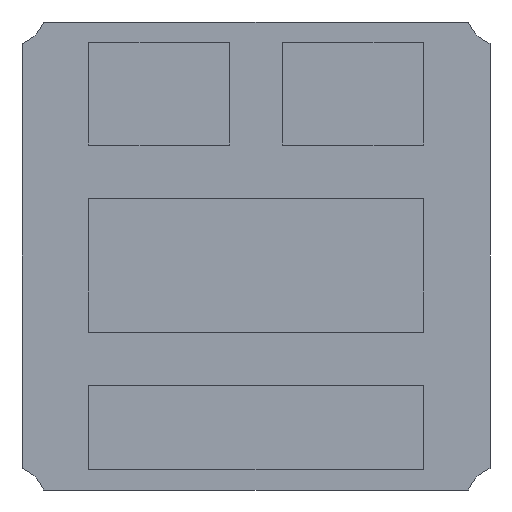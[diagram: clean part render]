
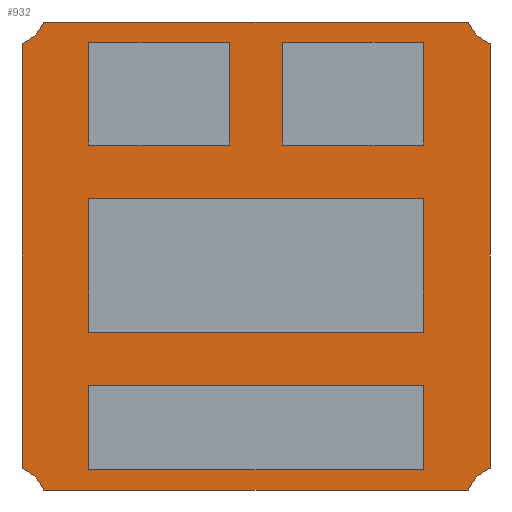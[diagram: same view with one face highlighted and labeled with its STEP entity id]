
A CAD part, front view. The second image highlights one B-rep face of the part: STEP entity #932.
In plain terms, the highlighted planar face has unit normal (0, -1, 0).
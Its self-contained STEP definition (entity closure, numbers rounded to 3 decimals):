
#1=CARTESIAN_POINT('',(-1.85,0.,-1.85));
#2=DIRECTION('',(0.,-1.,0.));
#3=DIRECTION('',(0.934,0.,0.357));
#4=AXIS2_PLACEMENT_3D('',#1,#2,#3);
#6=CARTESIAN_POINT('',(-1.85,0.,1.85));
#7=DIRECTION('',(0.,-1.,0.));
#8=DIRECTION('',(0.357,0.,-0.934));
#9=AXIS2_PLACEMENT_3D('',#6,#7,#8);
#11=CARTESIAN_POINT('',(1.85,0.,1.85));
#12=DIRECTION('',(0.,-1.,0.));
#13=DIRECTION('',(-0.934,0.,-0.357));
#14=AXIS2_PLACEMENT_3D('',#11,#12,#13);
#16=CARTESIAN_POINT('',(1.85,0.,-1.85));
#17=DIRECTION('',(0.,-1.,0.));
#18=DIRECTION('',(-0.357,0.,0.934));
#19=AXIS2_PLACEMENT_3D('',#16,#17,#18);
#21=DIRECTION('',(1.,0.,0.));
#22=VECTOR('',#21,2.5);
#23=CARTESIAN_POINT('',(-1.25,0.,0.43));
#24=LINE('',#23,#22);
#25=DIRECTION('',(0.,0.,1.));
#26=VECTOR('',#25,1.);
#27=CARTESIAN_POINT('',(-1.25,0.,-0.57));
#28=LINE('',#27,#26);
#29=DIRECTION('',(-1.,0.,0.));
#30=VECTOR('',#29,2.5);
#31=CARTESIAN_POINT('',(1.25,0.,-0.57));
#32=LINE('',#31,#30);
#33=DIRECTION('',(0.,0.,-1.));
#34=VECTOR('',#33,1.);
#35=CARTESIAN_POINT('',(1.25,0.,0.43));
#36=LINE('',#35,#34);
#37=DIRECTION('',(1.,0.,0.));
#38=VECTOR('',#37,2.5);
#39=CARTESIAN_POINT('',(-1.25,0.,-0.97));
#40=LINE('',#39,#38);
#41=DIRECTION('',(0.,0.,1.));
#42=VECTOR('',#41,0.63);
#43=CARTESIAN_POINT('',(-1.25,0.,-1.6));
#44=LINE('',#43,#42);
#45=DIRECTION('',(-1.,0.,0.));
#46=VECTOR('',#45,2.5);
#47=CARTESIAN_POINT('',(1.25,0.,-1.6));
#48=LINE('',#47,#46);
#49=DIRECTION('',(0.,0.,-1.));
#50=VECTOR('',#49,0.63);
#51=CARTESIAN_POINT('',(1.25,0.,-0.97));
#52=LINE('',#51,#50);
#53=DIRECTION('',(0.,0.,1.));
#54=VECTOR('',#53,0.77);
#55=CARTESIAN_POINT('',(-1.25,0.,0.83));
#56=LINE('',#55,#54);
#57=DIRECTION('',(-1.,0.,0.));
#58=VECTOR('',#57,1.05);
#59=CARTESIAN_POINT('',(-0.2,0.,0.83));
#60=LINE('',#59,#58);
#61=DIRECTION('',(0.,0.,-1.));
#62=VECTOR('',#61,0.77);
#63=CARTESIAN_POINT('',(-0.2,0.,1.6));
#64=LINE('',#63,#62);
#65=DIRECTION('',(1.,0.,0.));
#66=VECTOR('',#65,1.05);
#67=CARTESIAN_POINT('',(-1.25,0.,1.6));
#68=LINE('',#67,#66);
#69=DIRECTION('',(-1.,0.,0.));
#70=VECTOR('',#69,1.05);
#71=CARTESIAN_POINT('',(1.25,0.,0.83));
#72=LINE('',#71,#70);
#73=DIRECTION('',(0.,0.,-1.));
#74=VECTOR('',#73,0.77);
#75=CARTESIAN_POINT('',(1.25,0.,1.6));
#76=LINE('',#75,#74);
#77=DIRECTION('',(1.,0.,0.));
#78=VECTOR('',#77,1.05);
#79=CARTESIAN_POINT('',(0.2,0.,1.6));
#80=LINE('',#79,#78);
#81=DIRECTION('',(0.,0.,1.));
#82=VECTOR('',#81,0.77);
#83=CARTESIAN_POINT('',(0.2,0.,0.83));
#84=LINE('',#83,#82);
#93=DIRECTION('',(1.,0.,0.));
#94=VECTOR('',#93,3.177);
#95=CARTESIAN_POINT('',(-1.588,0.,-1.75));
#96=LINE('',#95,#94);
#105=DIRECTION('',(0.,0.,1.));
#106=VECTOR('',#105,3.177);
#107=CARTESIAN_POINT('',(1.75,0.,-1.588));
#108=LINE('',#107,#106);
#117=DIRECTION('',(-1.,0.,0.));
#118=VECTOR('',#117,3.177);
#119=CARTESIAN_POINT('',(1.588,0.,1.75));
#120=LINE('',#119,#118);
#129=DIRECTION('',(0.,0.,-1.));
#130=VECTOR('',#129,3.177);
#131=CARTESIAN_POINT('',(-1.75,0.,1.588));
#132=LINE('',#131,#130);
#661=CARTESIAN_POINT('',(-1.588,0.,-1.75));
#662=CARTESIAN_POINT('',(-1.75,0.,-1.588));
#663=VERTEX_POINT('',#661);
#664=VERTEX_POINT('',#662);
#665=CARTESIAN_POINT('',(-1.75,0.,1.588));
#666=VERTEX_POINT('',#665);
#667=CARTESIAN_POINT('',(-1.588,0.,1.75));
#668=VERTEX_POINT('',#667);
#669=CARTESIAN_POINT('',(1.588,0.,1.75));
#670=VERTEX_POINT('',#669);
#671=CARTESIAN_POINT('',(1.75,0.,1.588));
#672=VERTEX_POINT('',#671);
#673=CARTESIAN_POINT('',(1.75,0.,-1.588));
#674=VERTEX_POINT('',#673);
#675=CARTESIAN_POINT('',(1.588,0.,-1.75));
#676=VERTEX_POINT('',#675);
#773=CARTESIAN_POINT('',(-1.25,0.,0.43));
#774=CARTESIAN_POINT('',(1.25,0.,0.43));
#775=VERTEX_POINT('',#773);
#776=VERTEX_POINT('',#774);
#777=CARTESIAN_POINT('',(1.25,0.,-0.57));
#778=VERTEX_POINT('',#777);
#779=CARTESIAN_POINT('',(-1.25,0.,-0.57));
#780=VERTEX_POINT('',#779);
#789=CARTESIAN_POINT('',(-1.25,0.,-0.97));
#790=CARTESIAN_POINT('',(1.25,0.,-0.97));
#791=VERTEX_POINT('',#789);
#792=VERTEX_POINT('',#790);
#793=CARTESIAN_POINT('',(1.25,0.,-1.6));
#794=VERTEX_POINT('',#793);
#795=CARTESIAN_POINT('',(-1.25,0.,-1.6));
#796=VERTEX_POINT('',#795);
#805=CARTESIAN_POINT('',(-1.25,0.,0.83));
#806=CARTESIAN_POINT('',(-1.25,0.,1.6));
#807=VERTEX_POINT('',#805);
#808=VERTEX_POINT('',#806);
#809=CARTESIAN_POINT('',(-0.2,0.,1.6));
#810=VERTEX_POINT('',#809);
#811=CARTESIAN_POINT('',(-0.2,0.,0.83));
#812=VERTEX_POINT('',#811);
#821=CARTESIAN_POINT('',(1.25,0.,0.83));
#822=CARTESIAN_POINT('',(0.2,0.,0.83));
#823=VERTEX_POINT('',#821);
#824=VERTEX_POINT('',#822);
#825=CARTESIAN_POINT('',(0.2,0.,1.6));
#826=VERTEX_POINT('',#825);
#827=CARTESIAN_POINT('',(1.25,0.,1.6));
#828=VERTEX_POINT('',#827);
#869=CARTESIAN_POINT('',(0.,0.,0.));
#870=DIRECTION('',(0.,1.,0.));
#871=DIRECTION('',(1.,0.,0.));
#872=AXIS2_PLACEMENT_3D('',#869,#870,#871);
#873=PLANE('',#872);
#875=ORIENTED_EDGE('',*,*,#874,.T.);
#877=ORIENTED_EDGE('',*,*,#876,.F.);
#879=ORIENTED_EDGE('',*,*,#878,.T.);
#881=ORIENTED_EDGE('',*,*,#880,.F.);
#883=ORIENTED_EDGE('',*,*,#882,.T.);
#885=ORIENTED_EDGE('',*,*,#884,.F.);
#887=ORIENTED_EDGE('',*,*,#886,.T.);
#889=ORIENTED_EDGE('',*,*,#888,.F.);
#890=EDGE_LOOP('',(#875,#877,#879,#881,#883,#885,#887,#889));
#891=FACE_OUTER_BOUND('',#890,.F.);
#893=ORIENTED_EDGE('',*,*,#892,.F.);
#895=ORIENTED_EDGE('',*,*,#894,.F.);
#897=ORIENTED_EDGE('',*,*,#896,.F.);
#899=ORIENTED_EDGE('',*,*,#898,.F.);
#900=EDGE_LOOP('',(#893,#895,#897,#899));
#901=FACE_BOUND('',#900,.F.);
#903=ORIENTED_EDGE('',*,*,#902,.F.);
#905=ORIENTED_EDGE('',*,*,#904,.F.);
#907=ORIENTED_EDGE('',*,*,#906,.F.);
#909=ORIENTED_EDGE('',*,*,#908,.F.);
#910=EDGE_LOOP('',(#903,#905,#907,#909));
#911=FACE_BOUND('',#910,.F.);
#913=ORIENTED_EDGE('',*,*,#912,.F.);
#915=ORIENTED_EDGE('',*,*,#914,.F.);
#917=ORIENTED_EDGE('',*,*,#916,.F.);
#919=ORIENTED_EDGE('',*,*,#918,.F.);
#920=EDGE_LOOP('',(#913,#915,#917,#919));
#921=FACE_BOUND('',#920,.F.);
#923=ORIENTED_EDGE('',*,*,#922,.F.);
#925=ORIENTED_EDGE('',*,*,#924,.F.);
#927=ORIENTED_EDGE('',*,*,#926,.F.);
#929=ORIENTED_EDGE('',*,*,#928,.F.);
#930=EDGE_LOOP('',(#923,#925,#927,#929));
#931=FACE_BOUND('',#930,.F.);
#932=ADVANCED_FACE('',(#891,#901,#911,#921,#931),#873,.F.);
#5=CIRCLE('',#4,0.28);
#10=CIRCLE('',#9,0.28);
#15=CIRCLE('',#14,0.28);
#20=CIRCLE('',#19,0.28);
#874=EDGE_CURVE('',#663,#664,#5,.T.);
#876=EDGE_CURVE('',#666,#664,#132,.T.);
#878=EDGE_CURVE('',#666,#668,#10,.T.);
#880=EDGE_CURVE('',#670,#668,#120,.T.);
#882=EDGE_CURVE('',#670,#672,#15,.T.);
#884=EDGE_CURVE('',#674,#672,#108,.T.);
#886=EDGE_CURVE('',#674,#676,#20,.T.);
#888=EDGE_CURVE('',#663,#676,#96,.T.);
#892=EDGE_CURVE('',#775,#776,#24,.T.);
#894=EDGE_CURVE('',#780,#775,#28,.T.);
#896=EDGE_CURVE('',#778,#780,#32,.T.);
#898=EDGE_CURVE('',#776,#778,#36,.T.);
#902=EDGE_CURVE('',#791,#792,#40,.T.);
#904=EDGE_CURVE('',#796,#791,#44,.T.);
#906=EDGE_CURVE('',#794,#796,#48,.T.);
#908=EDGE_CURVE('',#792,#794,#52,.T.);
#912=EDGE_CURVE('',#807,#808,#56,.T.);
#914=EDGE_CURVE('',#812,#807,#60,.T.);
#916=EDGE_CURVE('',#810,#812,#64,.T.);
#918=EDGE_CURVE('',#808,#810,#68,.T.);
#922=EDGE_CURVE('',#823,#824,#72,.T.);
#924=EDGE_CURVE('',#828,#823,#76,.T.);
#926=EDGE_CURVE('',#826,#828,#80,.T.);
#928=EDGE_CURVE('',#824,#826,#84,.T.);
